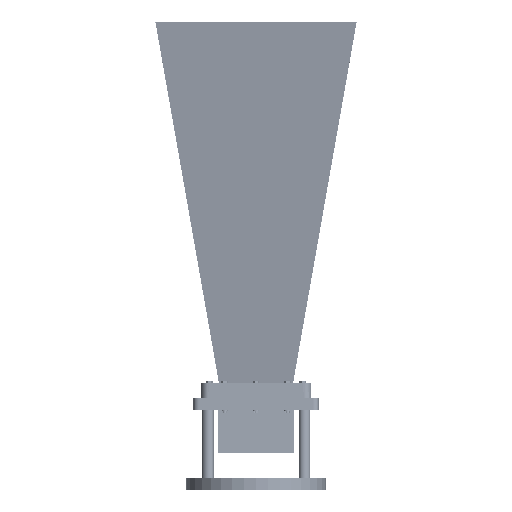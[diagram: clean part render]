
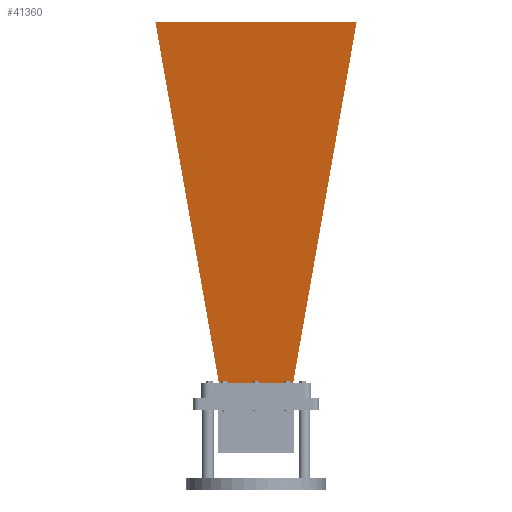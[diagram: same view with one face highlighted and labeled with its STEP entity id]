
A CAD part, top view. The second image highlights one B-rep face of the part: STEP entity #41360.
In plain terms, the highlighted face is planar.
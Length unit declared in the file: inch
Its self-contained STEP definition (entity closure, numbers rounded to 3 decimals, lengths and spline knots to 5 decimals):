
#1122 = CARTESIAN_POINT ( 'NONE',  ( 1.513, -0.763, 0.375 ) ) ;
#2996 = CARTESIAN_POINT ( 'NONE',  ( 0.50433, -0.763, 0.375 ) ) ;
#3786 = CARTESIAN_POINT ( 'NONE',  ( -1.513, -0.763, 0.375 ) ) ;
#5099 = LINE ( 'NONE', #19593, #17878 ) ;
#9208 = EDGE_CURVE ( 'NONE', #31284, #53189, #13174, .T. ) ;
#10685 = CARTESIAN_POINT ( 'NONE',  ( -4.10142, -3.00863, 15.081 ) ) ;
#12241 = CARTESIAN_POINT ( 'NONE',  ( 1.513, -0.763, 0.375 ) ) ;
#12512 = VERTEX_POINT ( 'NONE', #1122 ) ;
#12951 = FACE_OUTER_BOUND ( 'NONE', #33068, .T. ) ;
#13174 = LINE ( 'NONE', #42477, #55932 ) ;
#15433 = EDGE_CURVE ( 'NONE', #12512, #31284, #44567, .T. ) ;
#17878 = VECTOR ( 'NONE', #25840, 39.37008 ) ;
#19292 = LINE ( 'NONE', #39377, #49022 ) ;
#19593 = CARTESIAN_POINT ( 'NONE',  ( -4.103, -3.00863, 15.081 ) ) ;
#22150 = AXIS2_PLACEMENT_3D ( 'NONE', #37950, #42569, #48796 ) ;
#25840 = DIRECTION ( 'NONE',  ( 1., 0., 0. ) ) ;
#27985 = ORIENTED_EDGE ( 'NONE', *, *, #37161, .T. ) ;
#28364 = CARTESIAN_POINT ( 'NONE',  ( -0.50433, -0.763, 0.375 ) ) ;
#31284 = VERTEX_POINT ( 'NONE', #3786 ) ;
#33068 = EDGE_LOOP ( 'NONE', ( #27985, #61305, #43994, #44593 ) ) ;
#37161 = EDGE_CURVE ( 'NONE', #12512, #51539, #19292, .T. ) ;
#37950 = CARTESIAN_POINT ( 'NONE',  ( 0., -0.68966, -0.10531 ) ) ;
#38505 = DIRECTION ( 'NONE',  ( -0.171, -0.149, 0.974 ) ) ;
#39377 = CARTESIAN_POINT ( 'NONE',  ( 1.513, -0.763, 0.375 ) ) ;
#41360 = ADVANCED_FACE ( 'NONE', ( #12951 ), #48145, .F. ) ;
#42477 = CARTESIAN_POINT ( 'NONE',  ( -1.513, -0.763, 0.375 ) ) ;
#42569 = DIRECTION ( 'NONE',  ( 0., 0.989, 0.151 ) ) ;
#43994 = ORIENTED_EDGE ( 'NONE', *, *, #9208, .F. ) ;
#44016 = CARTESIAN_POINT ( 'NONE',  ( 4.10142, -3.00863, 15.081 ) ) ;
#44567 = B_SPLINE_CURVE_WITH_KNOTS ( 'NONE', 3,
 ( #12241, #2996, #28364, #52389 ),
 .UNSPECIFIED., .F., .F.,
 ( 4, 4 ),
 ( 0., 1. ),
 .UNSPECIFIED. ) ;
#44593 = ORIENTED_EDGE ( 'NONE', *, *, #15433, .F. ) ;
#48145 = PLANE ( 'NONE',  #22150 ) ;
#48796 = DIRECTION ( 'NONE',  ( 0., 0.151, -0.989 ) ) ;
#49022 = VECTOR ( 'NONE', #58807, 39.37008 ) ;
#51539 = VERTEX_POINT ( 'NONE', #44016 ) ;
#52389 = CARTESIAN_POINT ( 'NONE',  ( -1.513, -0.763, 0.375 ) ) ;
#53189 = VERTEX_POINT ( 'NONE', #10685 ) ;
#55770 = EDGE_CURVE ( 'NONE', #53189, #51539, #5099, .T. ) ;
#55932 = VECTOR ( 'NONE', #38505, 39.37008 ) ;
#58807 = DIRECTION ( 'NONE',  ( 0.171, -0.149, 0.974 ) ) ;
#61305 = ORIENTED_EDGE ( 'NONE', *, *, #55770, .F. ) ;
